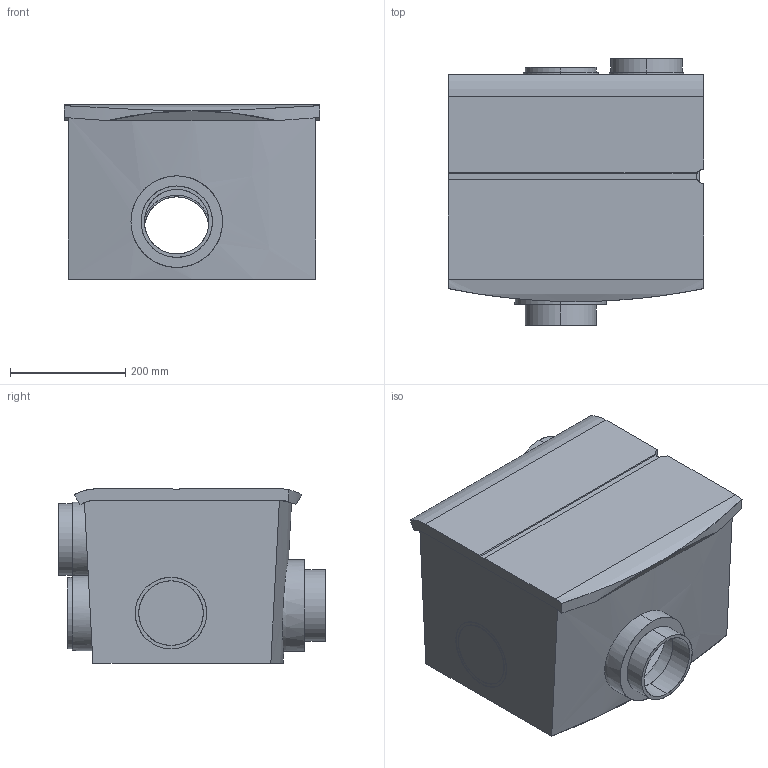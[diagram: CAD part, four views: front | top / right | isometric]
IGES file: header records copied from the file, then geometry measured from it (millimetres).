
Start section: SolidWorks IGES file using analytic representation for surfaces
Global section: file name: ZEG2 EC.IGS; native system: SolidWorks 2014; preprocessor: SolidWorks 2014; author: CADnetwork; date: 180512.165157; units: millimetre
Bounding box: 443 x 463 x 303 mm (x, y, z)
Surface area: 1571237.9 mm2 (no closed solid volume)
Topology: 0 solids, 0 shells, 120 faces, 4070 edges, 4070 vertices
Faces by surface type: revolution 69, bspline 51
